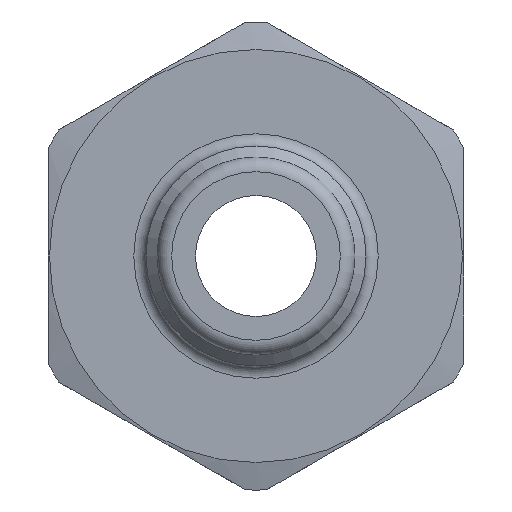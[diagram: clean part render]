
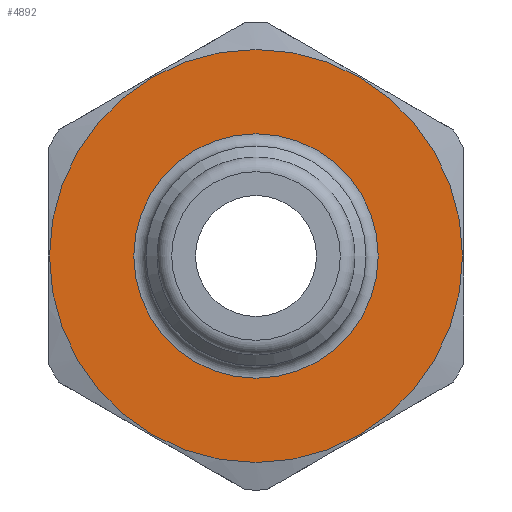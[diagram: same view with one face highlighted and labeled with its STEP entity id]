
A CAD part, left-side view. The second image highlights one B-rep face of the part: STEP entity #4892.
In plain terms, the highlighted planar face has unit normal (-1, 0, 0).
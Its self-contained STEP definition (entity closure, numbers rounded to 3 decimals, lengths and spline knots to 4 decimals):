
#88=FACE_BOUND('',#1565,.T.);
#168=CIRCLE('',#5096,8.45);
#177=CIRCLE('',#5119,5.);
#278=PLANE('',#5122);
#1228=FACE_OUTER_BOUND('',#1564,.T.);
#1564=EDGE_LOOP('',(#4532));
#1565=EDGE_LOOP('',(#4533));
#2403=VERTEX_POINT('',#41905);
#2412=VERTEX_POINT('',#41942);
#3112=EDGE_CURVE('',#2403,#2403,#168,.T.);
#3126=EDGE_CURVE('',#2412,#2412,#177,.T.);
#4532=ORIENTED_EDGE('',*,*,#3112,.T.);
#4533=ORIENTED_EDGE('',*,*,#3126,.F.);
#4892=ADVANCED_FACE('',(#1228,#88),#278,.T.);
#5096=AXIS2_PLACEMENT_3D('',#41906,#5787,#5788);
#5119=AXIS2_PLACEMENT_3D('',#41943,#5838,#5839);
#5122=AXIS2_PLACEMENT_3D('',#41947,#5844,#5845);
#5787=DIRECTION('center_axis',(-1.,0.,0.));
#5788=DIRECTION('ref_axis',(0.,1.,0.));
#5838=DIRECTION('center_axis',(-1.,0.,0.));
#5839=DIRECTION('ref_axis',(0.,-1.,0.));
#5844=DIRECTION('center_axis',(-1.,0.,0.));
#5845=DIRECTION('ref_axis',(0.,0.,1.));
#41905=CARTESIAN_POINT('',(14.1,8.45,0.));
#41906=CARTESIAN_POINT('Origin',(14.1,0.,0.));
#41942=CARTESIAN_POINT('',(14.1,5.,0.));
#41943=CARTESIAN_POINT('Origin',(14.1,0.,0.));
#41947=CARTESIAN_POINT('Origin',(14.1,9.575,0.));
